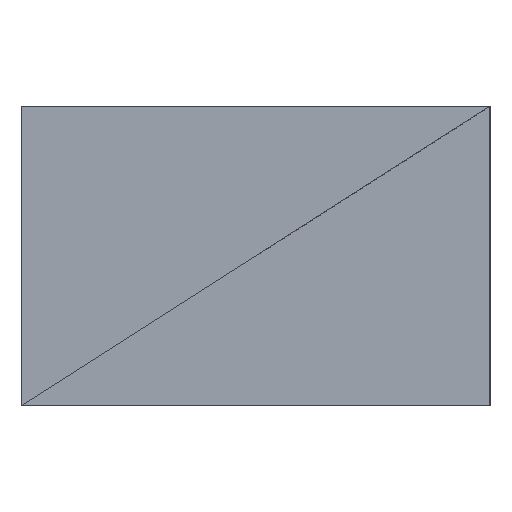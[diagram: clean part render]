
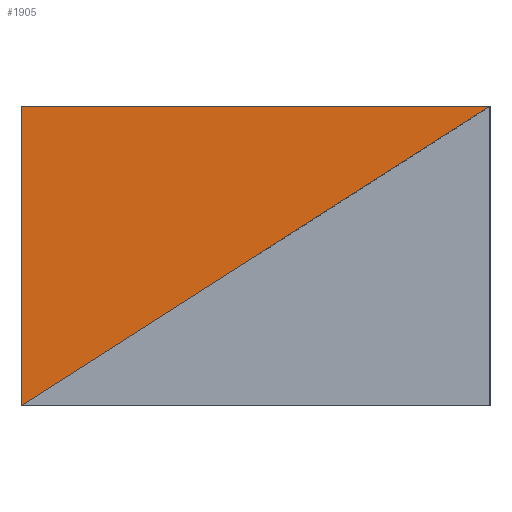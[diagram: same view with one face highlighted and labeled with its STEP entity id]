
A CAD part, left-side view. The second image highlights one B-rep face of the part: STEP entity #1905.
In plain terms, the highlighted planar face has unit normal (-1, 0, 0).
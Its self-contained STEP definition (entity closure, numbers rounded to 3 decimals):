
#1905=ADVANCED_FACE('',(#1906),#1932,.F.);
#1906=FACE_OUTER_BOUND('',#1907,.T.);
#1907=EDGE_LOOP('',(#1908,#1910,#1912));
#1908=ORIENTED_EDGE('',*,*,#1909,.T.);
#1909=EDGE_CURVE('',#1914,#1916,#1918,.T.);
#1910=ORIENTED_EDGE('',*,*,#1911,.T.);
#1911=EDGE_CURVE('',#1916,#1922,#1924,.T.);
#1912=ORIENTED_EDGE('',*,*,#1913,.T.);
#1913=EDGE_CURVE('',#1922,#1914,#1928,.T.);
#1914=VERTEX_POINT('',#1915);
#1915=CARTESIAN_POINT('',(-2.286,1.588,0.0));
#1916=VERTEX_POINT('',#1917);
#1917=CARTESIAN_POINT('',(-2.286,1.588,2.032));
#1918=LINE('',#1919,#1920);
#1919=CARTESIAN_POINT('',(-2.286,1.588,0.0));
#1920=VECTOR('',#1921,1.0);
#1921=DIRECTION('',(0.0,0.0,-1.0));
#1922=VERTEX_POINT('',#1923);
#1923=CARTESIAN_POINT('',(-2.286,-1.588,2.032));
#1924=LINE('',#1925,#1926);
#1925=CARTESIAN_POINT('',(-2.286,1.588,2.032));
#1926=VECTOR('',#1927,1.0);
#1927=DIRECTION('',(0.0,1.0,0.0));
#1928=LINE('',#1929,#1930);
#1929=CARTESIAN_POINT('',(-2.286,-1.588,2.032));
#1930=VECTOR('',#1931,1.0);
#1931=DIRECTION('',(0.0,-0.842,0.539));
#1932=PLANE('',#1933);
#1933=AXIS2_PLACEMENT_3D('',#1934,#1935,#1936);
#1934=CARTESIAN_POINT('',(-2.286,1.588,2.032));
#1935=DIRECTION('',(1.0,0.0,0.0));
#1936=DIRECTION('',(0.0,0.842,-0.539));
